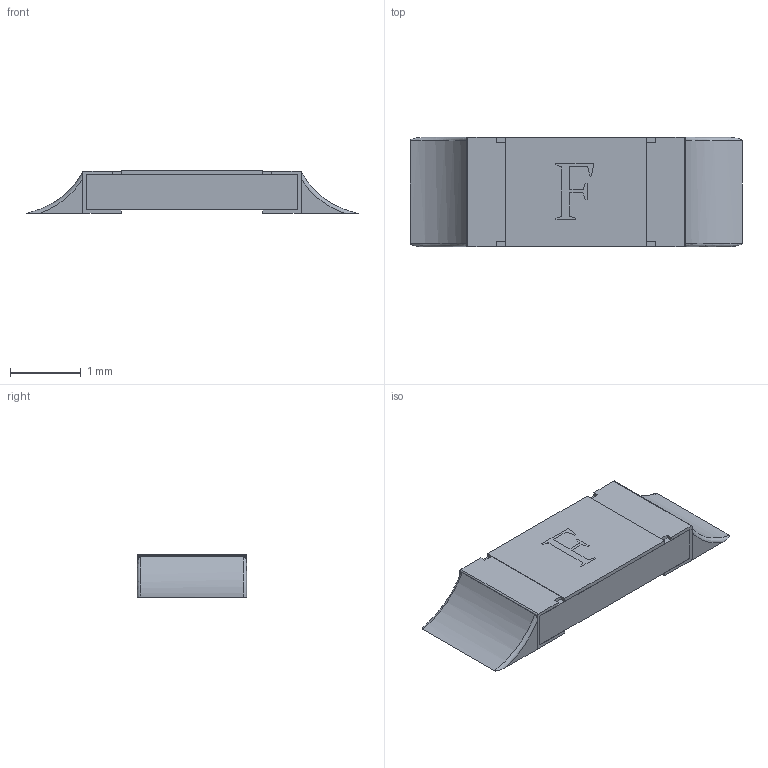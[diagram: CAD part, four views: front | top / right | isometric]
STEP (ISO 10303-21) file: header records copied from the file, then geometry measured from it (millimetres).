
FILE_DESCRIPTION (( 'STEP AP214' ), '1' );
FILE_NAME ('E31556B8-1F59-4296-BA3C-C21F85F9AAC5.STEP', '2023-07-03T03:04:25', ( '' ), ( '' ), 'SwSTEP 2.0', 'SolidWorks 2022', '' );
FILE_SCHEMA (( 'AUTOMOTIVE_DESIGN' ));
Length unit declared in the file: millimetre
Products named in the file (1): E31556B8-1F59-4296-BA3C-C21F85F9AAC5
Bounding box: 4.7 x 1.55 x 0.61 mm (x, y, z)
Volume: 3.2 mm3; surface area: 38.8 mm2
Topology: 6 solids, 6 shells, 59 faces, 174 edges, 128 vertices
Faces by surface type: plane 49, bspline 6, cylinder 4
Entity records: 2970 total; most frequent: CARTESIAN_POINT 704, ORIENTED_EDGE 348, DIRECTION 259, EDGE_CURVE 174, VECTOR 135, LINE 135, VERTEX_POINT 128, UNCERTAINTY_MEASURE_WITH_UNIT 67
